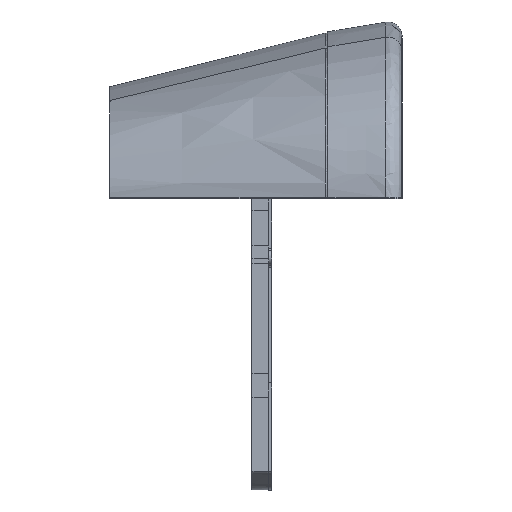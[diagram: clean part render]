
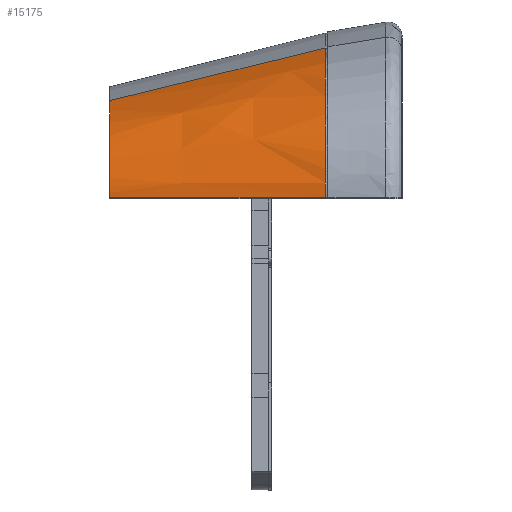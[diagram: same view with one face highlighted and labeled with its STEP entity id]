
A CAD part, left-side view. The second image highlights one B-rep face of the part: STEP entity #15175.
In plain terms, the highlighted free-form (B-spline) face has degree [3, 3] with [4, 11] control points.
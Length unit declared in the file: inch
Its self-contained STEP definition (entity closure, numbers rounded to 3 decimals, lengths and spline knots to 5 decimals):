
#62=B_SPLINE_SURFACE_WITH_KNOTS('',3,3,((#27375,#27376,#27377,#27378,#27379,
#27380,#27381,#27382,#27383,#27384,#27385),(#27386,#27387,#27388,#27389,
#27390,#27391,#27392,#27393,#27394,#27395,#27396),(#27397,#27398,#27399,
#27400,#27401,#27402,#27403,#27404,#27405,#27406,#27407),(#27408,#27409,
#27410,#27411,#27412,#27413,#27414,#27415,#27416,#27417,#27418)),
 .UNSPECIFIED.,.F.,.F.,.F.,(4,4),(4,1,1,1,1,1,1,1,4),(0.,23.9265),
(-0.74737,-0.64061,-0.53384,-0.42707,
-0.3203,-0.21354,-0.10677,-0.05338,
0.),.UNSPECIFIED.);
#225=B_SPLINE_CURVE_WITH_KNOTS('',3,(#27364,#27365,#27366,#27367,#27368,
#27369,#27370,#27371,#27372,#27373,#27374),.UNSPECIFIED.,.F.,.F.,(4,1,1,
1,1,1,1,1,4),(-0.74737,-0.64061,-0.53384,-0.42707,
-0.3203,-0.21354,-0.10677,-0.05338,
0.),.UNSPECIFIED.);
#226=B_SPLINE_CURVE_WITH_KNOTS('',3,(#27421,#27422,#27423,#27424,#27425,
#27426,#27427,#27428,#27429,#27430,#27431,#27432),.UNSPECIFIED.,.F.,.F.,
(4,1,1,1,1,1,1,1,1,4),(-0.74737,-0.64061,-0.53384,
-0.42707,-0.3203,-0.21354,-0.16015,
-0.10677,-0.05338,0.),.UNSPECIFIED.);
#2596=FACE_OUTER_BOUND('',#3880,.T.);
#3880=EDGE_LOOP('',(#13907,#13908,#13909,#13910));
#5128=LINE('',#26737,#6375);
#5139=LINE('',#27420,#6386);
#6375=VECTOR('',#20579,0.3937);
#6386=VECTOR('',#20600,0.3937);
#7770=VERTEX_POINT('',#26732);
#7771=VERTEX_POINT('',#26736);
#7781=VERTEX_POINT('',#27362);
#7782=VERTEX_POINT('',#27419);
#9814=EDGE_CURVE('',#7771,#7770,#5128,.T.);
#9838=EDGE_CURVE('',#7781,#7770,#225,.T.);
#9839=EDGE_CURVE('',#7782,#7781,#5139,.T.);
#9840=EDGE_CURVE('',#7782,#7771,#226,.T.);
#13907=ORIENTED_EDGE('',*,*,#9839,.T.);
#13908=ORIENTED_EDGE('',*,*,#9838,.T.);
#13909=ORIENTED_EDGE('',*,*,#9814,.F.);
#13910=ORIENTED_EDGE('',*,*,#9840,.F.);
#15175=ADVANCED_FACE('',(#2596),#62,.T.);
#20579=DIRECTION('',(0.242,0.97,0.));
#20600=DIRECTION('',(0.05,0.97,-0.237));
#26732=CARTESIAN_POINT('',(-19.45175,6.74962,3.56193));
#26736=CARTESIAN_POINT('',(-21.73183,-2.39015,3.56193));
#26737=CARTESIAN_POINT('',(-21.73183,-2.39015,3.56193));
#27362=CARTESIAN_POINT('',(-14.22305,6.74962,7.67995));
#27364=CARTESIAN_POINT('Ctrl Pts',(-14.22305,6.74962,7.67995));
#27365=CARTESIAN_POINT('Ctrl Pts',(-14.95577,6.74962,7.52581));
#27366=CARTESIAN_POINT('Ctrl Pts',(-16.18774,6.74962,7.16722));
#27367=CARTESIAN_POINT('Ctrl Pts',(-17.47432,6.74962,6.53185));
#27368=CARTESIAN_POINT('Ctrl Pts',(-18.33627,6.74962,5.85239));
#27369=CARTESIAN_POINT('Ctrl Pts',(-18.89392,6.74962,5.17396));
#27370=CARTESIAN_POINT('Ctrl Pts',(-19.23487,6.74962,4.53561));
#27371=CARTESIAN_POINT('Ctrl Pts',(-19.38611,6.74962,4.06966));
#27372=CARTESIAN_POINT('Ctrl Pts',(-19.443,6.74962,3.75615));
#27373=CARTESIAN_POINT('Ctrl Pts',(-19.45175,6.74962,3.62237));
#27374=CARTESIAN_POINT('Ctrl Pts',(-19.45175,6.74962,3.56193));
#27375=CARTESIAN_POINT('Ctrl Pts',(-14.69244,-2.39015,
9.91119));
#27376=CARTESIAN_POINT('Ctrl Pts',(-15.52147,-2.39015,
9.73679));
#27377=CARTESIAN_POINT('Ctrl Pts',(-16.97534,-2.39015,
9.31903));
#27378=CARTESIAN_POINT('Ctrl Pts',(-18.66491,-2.39015,
8.49631));
#27379=CARTESIAN_POINT('Ctrl Pts',(-19.92765,-2.39015,
7.51143));
#27380=CARTESIAN_POINT('Ctrl Pts',(-20.79553,-2.39015,
6.45933));
#27381=CARTESIAN_POINT('Ctrl Pts',(-21.33695,-2.39015,
5.44664));
#27382=CARTESIAN_POINT('Ctrl Pts',(-21.5935,-2.39015,
4.6713));
#27383=CARTESIAN_POINT('Ctrl Pts',(-21.70821,-2.39015,
4.05525));
#27384=CARTESIAN_POINT('Ctrl Pts',(-21.73183,-2.39015,
3.73202));
#27385=CARTESIAN_POINT('Ctrl Pts',(-21.73183,-2.39015,
3.56193));
#27386=CARTESIAN_POINT('Ctrl Pts',(-14.53598,0.65644,9.16744));
#27387=CARTESIAN_POINT('Ctrl Pts',(-15.33291,0.65644,
8.99979));
#27388=CARTESIAN_POINT('Ctrl Pts',(-16.7128,0.65644,
8.60176));
#27389=CARTESIAN_POINT('Ctrl Pts',(-18.26805,0.65644,
7.84149));
#27390=CARTESIAN_POINT('Ctrl Pts',(-19.39719,0.65644,
6.95842));
#27391=CARTESIAN_POINT('Ctrl Pts',(-20.16166,0.65644,
6.03087));
#27392=CARTESIAN_POINT('Ctrl Pts',(-20.63625,0.65644,
5.14296));
#27393=CARTESIAN_POINT('Ctrl Pts',(-20.8577,0.65644,
4.47075));
#27394=CARTESIAN_POINT('Ctrl Pts',(-20.95314,0.65644,
3.95555));
#27395=CARTESIAN_POINT('Ctrl Pts',(-20.9718,0.65644,
3.69547));
#27396=CARTESIAN_POINT('Ctrl Pts',(-20.9718,0.65644,
3.56193));
#27397=CARTESIAN_POINT('Ctrl Pts',(-14.37951,3.70303,8.4237));
#27398=CARTESIAN_POINT('Ctrl Pts',(-15.14434,3.70303,8.2628));
#27399=CARTESIAN_POINT('Ctrl Pts',(-16.45027,3.70303,7.88449));
#27400=CARTESIAN_POINT('Ctrl Pts',(-17.87118,3.70303,7.18667));
#27401=CARTESIAN_POINT('Ctrl Pts',(-18.86673,3.70303,6.4054));
#27402=CARTESIAN_POINT('Ctrl Pts',(-19.52779,3.70303,5.60241));
#27403=CARTESIAN_POINT('Ctrl Pts',(-19.93556,3.70303,4.83929));
#27404=CARTESIAN_POINT('Ctrl Pts',(-20.12191,3.70303,4.27021));
#27405=CARTESIAN_POINT('Ctrl Pts',(-20.19807,3.70303,3.85585));
#27406=CARTESIAN_POINT('Ctrl Pts',(-20.21178,3.70303,3.65892));
#27407=CARTESIAN_POINT('Ctrl Pts',(-20.21178,3.70303,3.56193));
#27408=CARTESIAN_POINT('Ctrl Pts',(-14.22305,6.74962,7.67995));
#27409=CARTESIAN_POINT('Ctrl Pts',(-14.95577,6.74962,7.52581));
#27410=CARTESIAN_POINT('Ctrl Pts',(-16.18774,6.74962,7.16722));
#27411=CARTESIAN_POINT('Ctrl Pts',(-17.47432,6.74962,6.53185));
#27412=CARTESIAN_POINT('Ctrl Pts',(-18.33627,6.74962,5.85239));
#27413=CARTESIAN_POINT('Ctrl Pts',(-18.89392,6.74962,5.17396));
#27414=CARTESIAN_POINT('Ctrl Pts',(-19.23487,6.74962,4.53561));
#27415=CARTESIAN_POINT('Ctrl Pts',(-19.38611,6.74962,4.06966));
#27416=CARTESIAN_POINT('Ctrl Pts',(-19.443,6.74962,3.75615));
#27417=CARTESIAN_POINT('Ctrl Pts',(-19.45175,6.74962,3.62237));
#27418=CARTESIAN_POINT('Ctrl Pts',(-19.45175,6.74962,3.56193));
#27419=CARTESIAN_POINT('',(-14.69244,-2.39015,9.91119));
#27420=CARTESIAN_POINT('',(-14.69244,-2.39015,9.91119));
#27421=CARTESIAN_POINT('Ctrl Pts',(-14.69244,-2.39015,
9.91119));
#27422=CARTESIAN_POINT('Ctrl Pts',(-15.52147,-2.39015,
9.73679));
#27423=CARTESIAN_POINT('Ctrl Pts',(-16.97539,-2.39015,
9.31911));
#27424=CARTESIAN_POINT('Ctrl Pts',(-18.66491,-2.39015,
8.49632));
#27425=CARTESIAN_POINT('Ctrl Pts',(-19.92779,-2.39015,
7.51165));
#27426=CARTESIAN_POINT('Ctrl Pts',(-20.79543,-2.39015,
6.45923));
#27427=CARTESIAN_POINT('Ctrl Pts',(-21.24712,-2.39015,
5.61605));
#27428=CARTESIAN_POINT('Ctrl Pts',(-21.49051,-2.39015,
4.98093));
#27429=CARTESIAN_POINT('Ctrl Pts',(-21.62233,-2.39015,
4.51746));
#27430=CARTESIAN_POINT('Ctrl Pts',(-21.70805,-2.39015,
4.05505));
#27431=CARTESIAN_POINT('Ctrl Pts',(-21.73183,-2.39015,
3.73202));
#27432=CARTESIAN_POINT('Ctrl Pts',(-21.73183,-2.39015,
3.56193));
